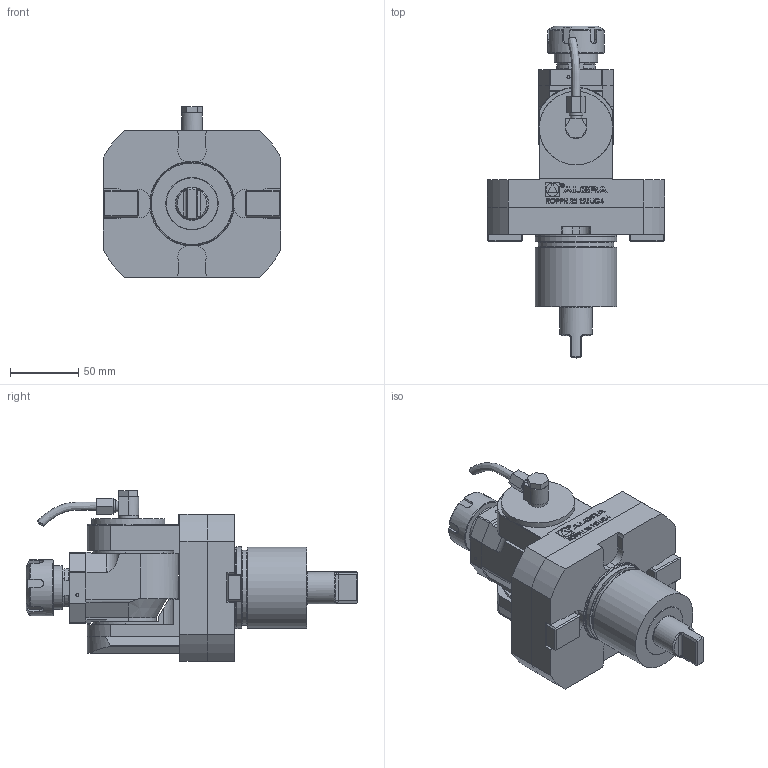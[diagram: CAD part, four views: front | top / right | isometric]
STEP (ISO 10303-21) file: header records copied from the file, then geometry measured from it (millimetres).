
FILE_DESCRIPTION (( 'STEP AP214' ), '1' );
FILE_NAME ('ROPPH25121UG4.STEP', '2025-03-05T08:10:40', ( '' ), ( '' ), 'SwSTEP 2.0', 'SolidWorks 2023', '' );
FILE_SCHEMA (( 'AUTOMOTIVE_DESIGN' ));
Length unit declared in the file: millimetre
Products named in the file (1): ROPPH25121UG4
Bounding box: 130 x 243.78 x 125.25 mm (x, y, z)
Volume: 1076491.4 mm3; surface area: 101435.2 mm2
Topology: 1 solids, 1 shells, 676 faces, 1784 edges, 1147 vertices
Faces by surface type: plane 450, cylinder 124, bspline 72, torus 18, cone 12
Full cylindrical faces by diameter (mm): 2.55 x1, 3.15 x1, 8.2 x1, 9.55 x1, 9.8 x1, 14.5 x1, 23.7 x1, 32 x1, 41.5 x1, 54 x1, 55.2 x1, 59.7 x1, 59.8 x1, 59.9 x1
Entity records: 28561 total; most frequent: CARTESIAN_POINT 9481, ORIENTED_EDGE 3488, DIRECTION 2974, EDGE_CURVE 1744, LINE 1186, VECTOR 1186, VERTEX_POINT 1136, AXIS2_PLACEMENT_3D 894
